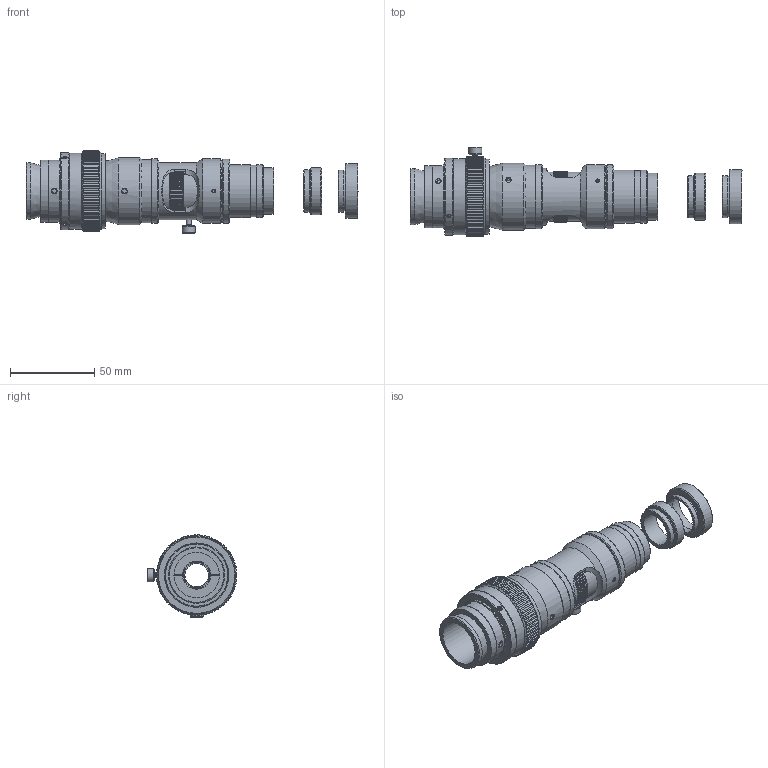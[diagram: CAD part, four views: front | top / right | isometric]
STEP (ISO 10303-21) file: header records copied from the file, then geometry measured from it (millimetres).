
FILE_DESCRIPTION((''),'2;1');
FILE_NAME('60349A_0.stp','2008-09-25T14:50:32',('PODLENA'),(''),'Autodesk Inventor 2009','Autodesk Inventor 2009','');
FILE_SCHEMA(('AUTOMOTIVE_DESIGN { 1 0 10303 214 1 1 1 1 }'));
Length unit declared in the file: inch
Products named in the file (25): Assembly2 (LevelofDetail1); 60349A.iam (~1); 61011-3; 60436; 7261; 60433; 7004; 7326; 7108; 6296; 6297; 6266; 60160; 60187; 60664; 60665; 60668; 60666; 30382-R; 30382-APER; 30382-PIN; 60667; 60669; 7015; 61012
Assembly tree (33 placements, depth 5):
  Assembly2 (LevelofDetail1)
    60349A.iam (~1)
      61011-3
      60436
        7261
        60433
      7004  x2
      7326
      7108  x3
      6296
      6297
      6266
      60160
      60187
      60664
        60665
        60668
        60666
        30382-R
          30382-APER
          30382-PIN
        60667
        60669
        7004  x3
        7015  x3
        60436
          7261
          60433
      61012
Bounding box: 196.52 x 53.16 x 48.66 mm (x, y, z)
Volume: 84174 mm3; surface area: 67792.7 mm2
Topology: 30 solids, 30 shells, 816 faces, 2088 edges, 1378 vertices
Faces by surface type: plane 401, cylinder 314, cone 76, bspline 16, sphere 9
Full cylindrical faces by diameter (mm): 1.5 x1, 1.575 x2, 2.159 x4, 2.845 x8, 2.997 x1, 3.302 x3, 4.166 x6, 7.874 x2, 13.97 x3, 15.011 x1, 15.037 x1, 15.824 x2, 16.205 x1, 16.662 x1, 16.688 x2, 17.84 x1, 18 x1, 18.5 x1, 19.533 x1, 20.625 x1, 22.225 x1, 23.47 x1, 24 x2, 24.035 x1, 24.536 x1, 24.85 x1, 25 x2, 25.21 x1, 25.4 x1, 26.01 x1
Entity records: 25759 total; most frequent: CARTESIAN_POINT 9178, ORIENTED_EDGE 3352, DIRECTION 3125, EDGE_CURVE 1676, AXIS2_PLACEMENT_3D 1277, VERTEX_POINT 1197, EDGE_LOOP 964, FACE_OUTER_BOUND 710
